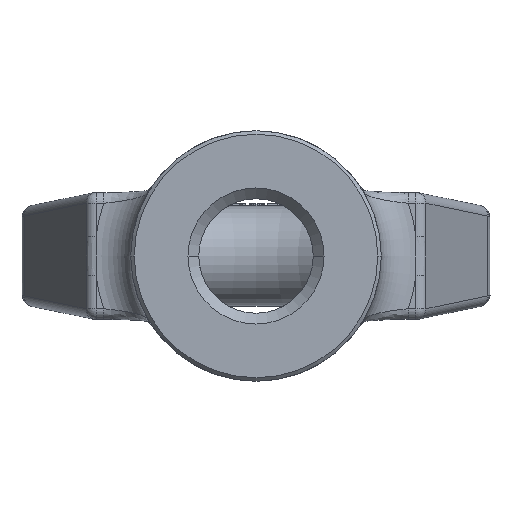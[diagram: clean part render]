
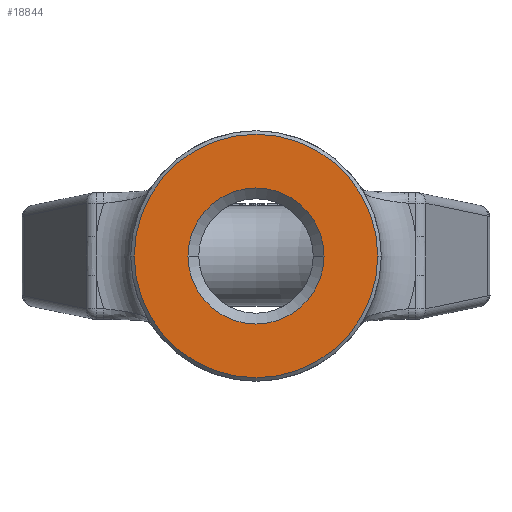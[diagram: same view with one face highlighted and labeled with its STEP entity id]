
A CAD part, front view. The second image highlights one B-rep face of the part: STEP entity #18844.
In plain terms, the highlighted planar face has unit normal (0, -1, 0).
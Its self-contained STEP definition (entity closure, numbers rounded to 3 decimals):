
#6386=CARTESIAN_POINT('',(0.,-29.5,0.));
#6387=DIRECTION('',(0.,-1.,0.));
#6388=DIRECTION('',(-1.,0.,0.));
#6389=AXIS2_PLACEMENT_3D('',#6386,#6387,#6388);
#6391=CARTESIAN_POINT('',(0.,-29.5,0.));
#6392=DIRECTION('',(0.,1.,0.));
#6393=DIRECTION('',(-1.,0.,0.));
#6394=AXIS2_PLACEMENT_3D('',#6391,#6392,#6393);
#6396=CARTESIAN_POINT('',(0.,-29.5,0.));
#6397=DIRECTION('',(0.,-1.,0.));
#6398=DIRECTION('',(-1.,0.,0.));
#6399=AXIS2_PLACEMENT_3D('',#6396,#6397,#6398);
#6401=CARTESIAN_POINT('',(0.,-29.5,0.));
#6402=DIRECTION('',(0.,-1.,0.));
#6403=DIRECTION('',(1.,0.,0.));
#6404=AXIS2_PLACEMENT_3D('',#6401,#6402,#6403);
#8139=CARTESIAN_POINT('',(-9.5,-29.5,0.));
#8140=CARTESIAN_POINT('',(9.5,-29.5,0.));
#8141=VERTEX_POINT('',#8139);
#8142=VERTEX_POINT('',#8140);
#8149=CARTESIAN_POINT('',(-17.,-29.5,0.));
#8150=VERTEX_POINT('',#8149);
#8151=CARTESIAN_POINT('',(17.,-29.5,0.));
#8152=VERTEX_POINT('',#8151);
#18829=CARTESIAN_POINT('',(0.,-29.5,0.));
#18830=DIRECTION('',(0.,1.,0.));
#18831=DIRECTION('',(1.,0.,0.));
#18832=AXIS2_PLACEMENT_3D('',#18829,#18830,#18831);
#18833=PLANE('',#18832);
#18834=ORIENTED_EDGE('',*,*,#18808,.F.);
#18835=ORIENTED_EDGE('',*,*,#18824,.T.);
#18836=EDGE_LOOP('',(#18834,#18835));
#18837=FACE_OUTER_BOUND('',#18836,.F.);
#18839=ORIENTED_EDGE('',*,*,#18838,.T.);
#18841=ORIENTED_EDGE('',*,*,#18840,.T.);
#18842=EDGE_LOOP('',(#18839,#18841));
#18843=FACE_BOUND('',#18842,.F.);
#18844=ADVANCED_FACE('',(#18837,#18843),#18833,.F.);
#6390=CIRCLE('',#6389,17.);
#6395=CIRCLE('',#6394,17.);
#6400=CIRCLE('',#6399,9.5);
#6405=CIRCLE('',#6404,9.5);
#18808=EDGE_CURVE('',#8150,#8152,#6390,.T.);
#18824=EDGE_CURVE('',#8150,#8152,#6395,.T.);
#18838=EDGE_CURVE('',#8141,#8142,#6400,.T.);
#18840=EDGE_CURVE('',#8142,#8141,#6405,.T.);
